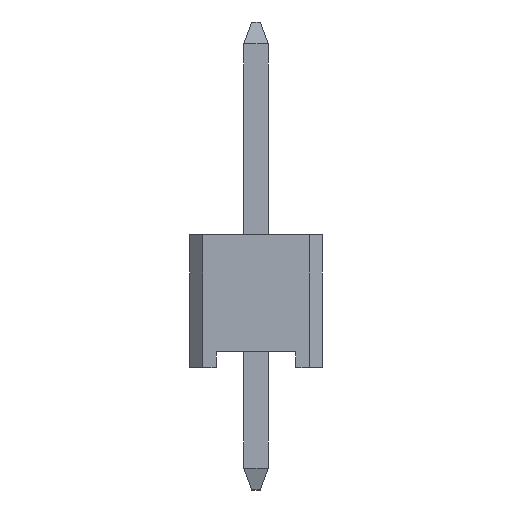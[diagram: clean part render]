
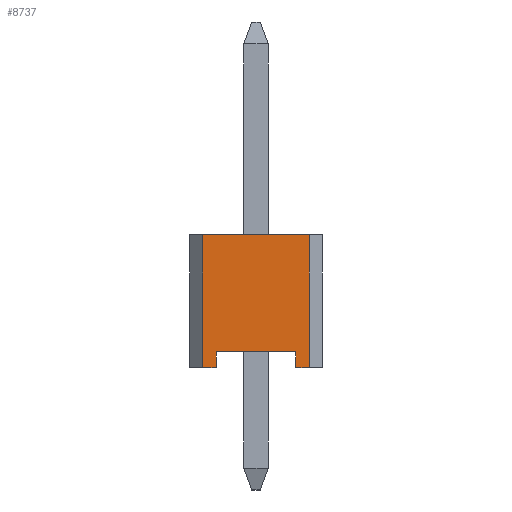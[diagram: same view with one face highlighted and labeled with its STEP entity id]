
A CAD part, left-side view. The second image highlights one B-rep face of the part: STEP entity #8737.
In plain terms, the highlighted planar face has unit normal (-1, 0, 0).
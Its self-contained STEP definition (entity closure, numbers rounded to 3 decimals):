
#69 = DIRECTION ( 'NONE',  ( 0., -1., 0. ) ) ;
#95 = CARTESIAN_POINT ( 'NONE',  ( -0.635, -1., 0. ) ) ;
#117 = DIRECTION ( 'NONE',  ( 0., 0., 1. ) ) ;
#449 = VERTEX_POINT ( 'NONE', #14027 ) ;
#1034 = EDGE_CURVE ( 'NONE', #449, #16088, #6422, .T. ) ;
#1050 = EDGE_CURVE ( 'NONE', #20010, #16948, #6653, .T. ) ;
#1541 = CARTESIAN_POINT ( 'NONE',  ( -0.635, 0.75, 0. ) ) ;
#1830 = EDGE_LOOP ( 'NONE', ( #9052, #5343, #1833, #15182, #3371, #13795, #8655, #16383 ) ) ;
#1833 = ORIENTED_EDGE ( 'NONE', *, *, #16509, .F. ) ;
#2271 = VECTOR ( 'NONE', #69, 1000. ) ;
#2915 = CARTESIAN_POINT ( 'NONE',  ( -0.635, -1., 2.5 ) ) ;
#3371 = ORIENTED_EDGE ( 'NONE', *, *, #1034, .T. ) ;
#4128 = DIRECTION ( 'NONE',  ( 0., -1., 0. ) ) ;
#4398 = VERTEX_POINT ( 'NONE', #14694 ) ;
#4645 = VECTOR ( 'NONE', #4128, 1000. ) ;
#4802 = CARTESIAN_POINT ( 'NONE',  ( -0.635, -0.75, 0.3 ) ) ;
#4853 = AXIS2_PLACEMENT_3D ( 'NONE', #17154, #7423, #18861 ) ;
#4919 = CARTESIAN_POINT ( 'NONE',  ( -0.635, -0.75, 0. ) ) ;
#5106 = EDGE_CURVE ( 'NONE', #11633, #16088, #7795, .T. ) ;
#5343 = ORIENTED_EDGE ( 'NONE', *, *, #11532, .F. ) ;
#5373 = LINE ( 'NONE', #6567, #17808 ) ;
#6422 = LINE ( 'NONE', #17579, #18387 ) ;
#6567 = CARTESIAN_POINT ( 'NONE',  ( -0.635, -1., 2.5 ) ) ;
#6653 = LINE ( 'NONE', #4802, #15247 ) ;
#7423 = DIRECTION ( 'NONE',  ( 1., 0., 0. ) ) ;
#7795 = LINE ( 'NONE', #19254, #12083 ) ;
#7880 = DIRECTION ( 'NONE',  ( 0., 0., -1. ) ) ;
#8190 = CARTESIAN_POINT ( 'NONE',  ( -0.635, 1., 2.5 ) ) ;
#8655 = ORIENTED_EDGE ( 'NONE', *, *, #16634, .F. ) ;
#8737 = ADVANCED_FACE ( 'NONE', ( #13008 ), #18779, .F. ) ;
#8949 = LINE ( 'NONE', #12170, #4645 ) ;
#9052 = ORIENTED_EDGE ( 'NONE', *, *, #12642, .T. ) ;
#9743 = CARTESIAN_POINT ( 'NONE',  ( -0.635, -1.635, 0. ) ) ;
#10026 = CARTESIAN_POINT ( 'NONE',  ( -0.635, 1., 0.3 ) ) ;
#10946 = VECTOR ( 'NONE', #11617, 1000. ) ;
#11532 = EDGE_CURVE ( 'NONE', #17516, #13779, #5373, .T. ) ;
#11617 = DIRECTION ( 'NONE',  ( 0., 1., 0. ) ) ;
#11633 = VERTEX_POINT ( 'NONE', #14899 ) ;
#12083 = VECTOR ( 'NONE', #7880, 1000. ) ;
#12170 = CARTESIAN_POINT ( 'NONE',  ( -0.635, -1.635, 2.5 ) ) ;
#12642 = EDGE_CURVE ( 'NONE', #20010, #13779, #14650, .T. ) ;
#13008 = FACE_OUTER_BOUND ( 'NONE', #1830, .T. ) ;
#13747 = LINE ( 'NONE', #8190, #17585 ) ;
#13779 = VERTEX_POINT ( 'NONE', #95 ) ;
#13795 = ORIENTED_EDGE ( 'NONE', *, *, #5106, .F. ) ;
#14027 = CARTESIAN_POINT ( 'NONE',  ( -0.635, 1., 0. ) ) ;
#14650 = LINE ( 'NONE', #9743, #2271 ) ;
#14694 = CARTESIAN_POINT ( 'NONE',  ( -0.635, 1., 2.5 ) ) ;
#14899 = CARTESIAN_POINT ( 'NONE',  ( -0.635, 0.75, 0.3 ) ) ;
#15182 = ORIENTED_EDGE ( 'NONE', *, *, #18922, .F. ) ;
#15247 = VECTOR ( 'NONE', #16169, 1000. ) ;
#15732 = CARTESIAN_POINT ( 'NONE',  ( -0.635, -0.75, 0.3 ) ) ;
#16088 = VERTEX_POINT ( 'NONE', #1541 ) ;
#16169 = DIRECTION ( 'NONE',  ( 0., 0., 1. ) ) ;
#16293 = DIRECTION ( 'NONE',  ( 0., 0., -1. ) ) ;
#16383 = ORIENTED_EDGE ( 'NONE', *, *, #1050, .F. ) ;
#16509 = EDGE_CURVE ( 'NONE', #4398, #17516, #8949, .T. ) ;
#16634 = EDGE_CURVE ( 'NONE', #16948, #11633, #19634, .T. ) ;
#16948 = VERTEX_POINT ( 'NONE', #15732 ) ;
#17154 = CARTESIAN_POINT ( 'NONE',  ( -0.635, 1., 2.5 ) ) ;
#17516 = VERTEX_POINT ( 'NONE', #2915 ) ;
#17579 = CARTESIAN_POINT ( 'NONE',  ( -0.635, -1.635, 0. ) ) ;
#17585 = VECTOR ( 'NONE', #117, 1000. ) ;
#17808 = VECTOR ( 'NONE', #16293, 1000. ) ;
#18387 = VECTOR ( 'NONE', #20910, 1000. ) ;
#18779 = PLANE ( 'NONE',  #4853 ) ;
#18861 = DIRECTION ( 'NONE',  ( 0., 1., 0. ) ) ;
#18922 = EDGE_CURVE ( 'NONE', #449, #4398, #13747, .T. ) ;
#19254 = CARTESIAN_POINT ( 'NONE',  ( -0.635, 0.75, 0.3 ) ) ;
#19634 = LINE ( 'NONE', #10026, #10946 ) ;
#20010 = VERTEX_POINT ( 'NONE', #4919 ) ;
#20910 = DIRECTION ( 'NONE',  ( 0., -1., 0. ) ) ;
